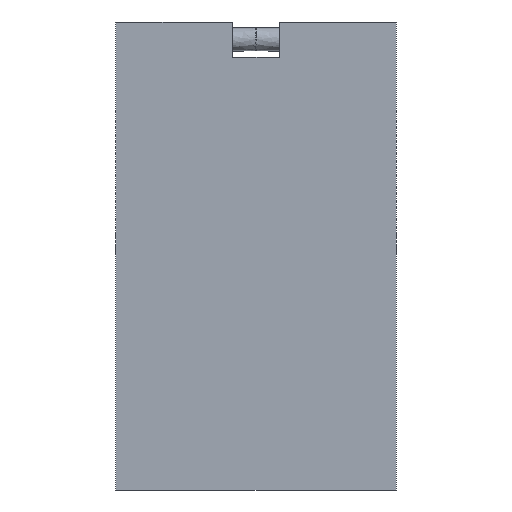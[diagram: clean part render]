
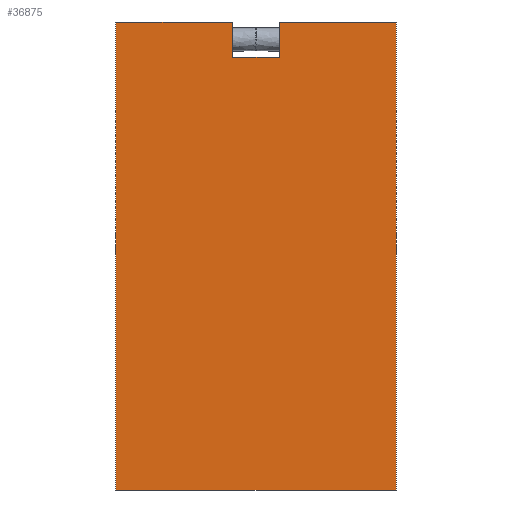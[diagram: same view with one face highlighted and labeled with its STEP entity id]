
A CAD part, left-side view. The second image highlights one B-rep face of the part: STEP entity #36875.
In plain terms, the highlighted planar face has unit normal (-1, 0, 0).
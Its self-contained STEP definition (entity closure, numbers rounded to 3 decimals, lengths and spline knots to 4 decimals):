
#9=DIRECTION('',(0.,0.,1.));
#10=VECTOR('',#9,2.);
#11=CARTESIAN_POINT('',(-1.6,-0.6,-0.925));
#12=LINE('',#11,#10);
#1439=DIRECTION('',(0.,1.,0.));
#1440=VECTOR('',#1439,0.2);
#1441=CARTESIAN_POINT('',(-1.6,-0.1,0.925));
#1442=LINE('',#1441,#1440);
#6181=DIRECTION('',(0.,-1.,0.));
#6182=VECTOR('',#6181,0.5);
#6183=CARTESIAN_POINT('',(-1.6,0.6,1.075));
#6184=LINE('',#6183,#6182);
#6201=DIRECTION('',(0.,-1.,0.));
#6202=VECTOR('',#6201,0.5);
#6203=CARTESIAN_POINT('',(-1.6,-0.1,1.075));
#6204=LINE('',#6203,#6202);
#6213=DIRECTION('',(0.,0.,1.));
#6214=VECTOR('',#6213,0.15);
#6215=CARTESIAN_POINT('',(-1.6,-0.1,0.925));
#6216=LINE('',#6215,#6214);
#6217=DIRECTION('',(0.,1.,0.));
#6218=VECTOR('',#6217,1.2);
#6219=CARTESIAN_POINT('',(-1.6,-0.6,-0.925));
#6220=LINE('',#6219,#6218);
#6275=DIRECTION('',(0.,0.,-1.));
#6276=VECTOR('',#6275,2.);
#6277=CARTESIAN_POINT('',(-1.6,0.6,1.075));
#6278=LINE('',#6277,#6276);
#6317=DIRECTION('',(0.,0.,1.));
#6318=VECTOR('',#6317,0.15);
#6319=CARTESIAN_POINT('',(-1.6,0.1,0.925));
#6320=LINE('',#6319,#6318);
#6326=CARTESIAN_POINT('',(-1.6,-0.6,-0.925));
#6328=VERTEX_POINT('',#6326);
#6330=CARTESIAN_POINT('',(-1.6,0.6,-0.925));
#6332=VERTEX_POINT('',#6330);
#6333=CARTESIAN_POINT('',(-1.6,0.6,1.075));
#6334=CARTESIAN_POINT('',(-1.6,0.1,1.075));
#6335=VERTEX_POINT('',#6333);
#6336=VERTEX_POINT('',#6334);
#6345=CARTESIAN_POINT('',(-1.6,-0.6,1.075));
#6347=VERTEX_POINT('',#6345);
#6349=CARTESIAN_POINT('',(-1.6,-0.1,1.075));
#6350=VERTEX_POINT('',#6349);
#6357=CARTESIAN_POINT('',(-1.6,-0.1,0.925));
#6358=CARTESIAN_POINT('',(-1.6,0.1,0.925));
#6359=VERTEX_POINT('',#6357);
#6360=VERTEX_POINT('',#6358);
#36857=CARTESIAN_POINT('',(-1.6,-0.6,-0.925));
#36858=DIRECTION('',(-1.,0.,0.));
#36859=DIRECTION('',(0.,0.,1.));
#36860=AXIS2_PLACEMENT_3D('',#36857,#36858,#36859);
#36861=PLANE('',#36860);
#36862=ORIENTED_EDGE('',*,*,#9715,.F.);
#36863=ORIENTED_EDGE('',*,*,#36794,.T.);
#36864=ORIENTED_EDGE('',*,*,#36836,.T.);
#36865=ORIENTED_EDGE('',*,*,#6709,.F.);
#36867=ORIENTED_EDGE('',*,*,#36866,.T.);
#36869=ORIENTED_EDGE('',*,*,#36868,.F.);
#36870=ORIENTED_EDGE('',*,*,#36804,.T.);
#36872=ORIENTED_EDGE('',*,*,#36871,.F.);
#36873=EDGE_LOOP('',(#36862,#36863,#36864,#36865,#36867,#36869,#36870,#36872));
#36874=FACE_OUTER_BOUND('',#36873,.F.);
#36875=ADVANCED_FACE('',(#36874),#36861,.T.);
#6709=EDGE_CURVE('',#6328,#6347,#12,.T.);
#9715=EDGE_CURVE('',#6359,#6360,#1442,.T.);
#36794=EDGE_CURVE('',#6359,#6350,#6216,.T.);
#36804=EDGE_CURVE('',#6335,#6336,#6184,.T.);
#36836=EDGE_CURVE('',#6350,#6347,#6204,.T.);
#36866=EDGE_CURVE('',#6328,#6332,#6220,.T.);
#36868=EDGE_CURVE('',#6335,#6332,#6278,.T.);
#36871=EDGE_CURVE('',#6360,#6336,#6320,.T.);
